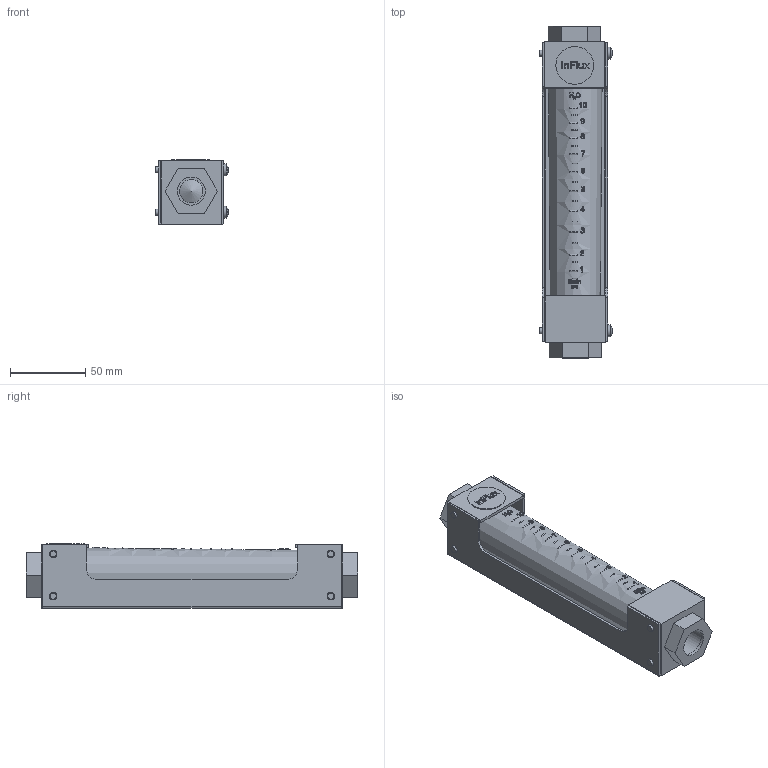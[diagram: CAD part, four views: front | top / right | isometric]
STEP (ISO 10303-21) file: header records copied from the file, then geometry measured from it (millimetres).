
FILE_DESCRIPTION( ( 'Unknown' ), '1' );
FILE_NAME( 'OF12.stp', 'Unknown', ( 'Unknown' ), ( 'Unknown' ), 'PSStep 17.0.49', 'Unknown', ' ' );
FILE_SCHEMA( ( 'AUTOMOTIVE_DESIGN { 1 0 10303 214 1 1 1 1 }' ) );
Length unit declared in the file: millimetre
Products named in the file (33): Assem1; Grundkörper; Endstück; Aufnahme-oben; Aufnahme-unten; Messrohr; Kegel; Screw_DIN_EN_ISO_7045_M4x45_Z; Aufkleber; Zahl-1-4mm; Zahl-2-4mm; Zahl-3-4mm; Zahl-4-4mm; Zahl-5-4mm; Zahl-6-4mm; H2O; l-min; Zahl-7-4mm; Zahl-8-4mm; Zahl-9-4mm; Zahl-10-4mm
Assembly tree (36 placements, depth 2):
  Assem1
    Grundkörper
    Endstück  x2
    Aufnahme-oben
    Aufnahme-unten
    Messrohr
    Kegel
    Screw_DIN_EN_ISO_7045_M4x45_Z  x4
    Aufkleber
    Zahl-1-4mm
    Zahl-2-4mm
    Zahl-3-4mm
    Zahl-4-4mm
    Zahl-5-4mm
    Zahl-6-4mm
    H2O
    H2O
    H2O
    l-min
    l-min
    l-min
    l-min
    l-min
    l-min
    l-min
    l-min
    l-min
    l-min
    Zahl-7-4mm
    Zahl-8-4mm
    Zahl-9-4mm
    Zahl-10-4mm
    Zahl-10-4mm
Bounding box: 48.04 x 220 x 42.83 mm (x, y, z)
Volume: 173093 mm3; surface area: 104279.8 mm2
Topology: 36 solids, 36 shells, 586 faces, 1300 edges, 828 vertices
Faces by surface type: plane 450, cylinder 50, extrusion 49, torus 24, cone 9, sphere 4
Full cylindrical faces by diameter (mm): 3.571 x4, 4 x4, 4.5 x2, 5 x8, 8 x10, 15.5 x1, 15.852 x1, 18.631 x4, 22 x1, 25 x1, 26 x4
Entity records: 18579 total; most frequent: CARTESIAN_POINT 4704, DIRECTION 1903, ORIENTED_EDGE 1896, EDGE_CURVE 948, VECTOR 661, VERTEX_POINT 653, AXIS2_PLACEMENT_3D 621, LINE 612
